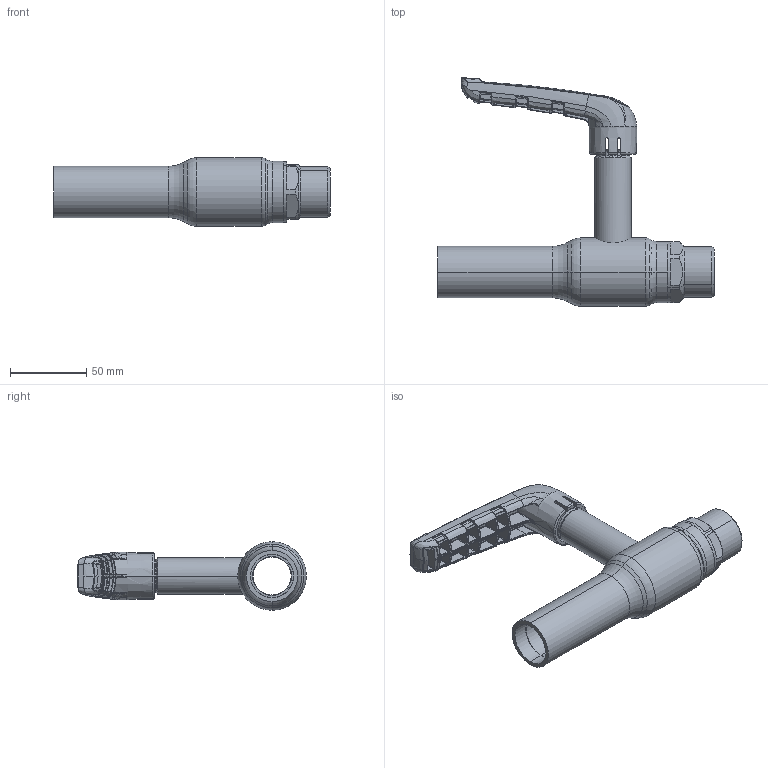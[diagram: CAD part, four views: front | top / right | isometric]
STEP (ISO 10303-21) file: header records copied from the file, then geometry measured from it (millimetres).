
FILE_DESCRIPTION (( 'STEP AP214' ), '1' );
FILE_NAME ('1025003701-2101.step', '2023-09-15T09:44:53', ( '' ), ( '' ), 'SwSTEP 2.0', 'SolidWorks 2021', '' );
FILE_SCHEMA (( 'AUTOMOTIVE_DESIGN' ));
Length unit declared in the file: millimetre
Products named in the file (1): 1025003701-2101
Bounding box: 181.5 x 150.21 x 45 mm (x, y, z)
Surface area: 53446 mm2 (no closed solid volume)
Topology: 0 solids, 5 shells, 712 faces, 2233 edges, 1432 vertices
Faces by surface type: bspline 566, plane 58, cylinder 36, cone 25, torus 19, sphere 8
Entity records: 55554 total; most frequent: CARTESIAN_POINT 33282, ORIENTED_EDGE 3709, EDGE_CURVE 2229, B_SPLINE_CURVE_WITH_KNOTS 1547, DIRECTION 1498, VERTEX_POINT 1432, EDGE_LOOP 729, UNCERTAINTY_MEASURE_WITH_UNIT 714
